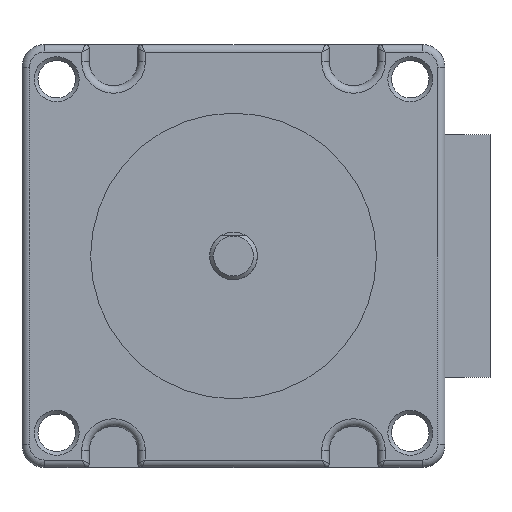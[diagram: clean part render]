
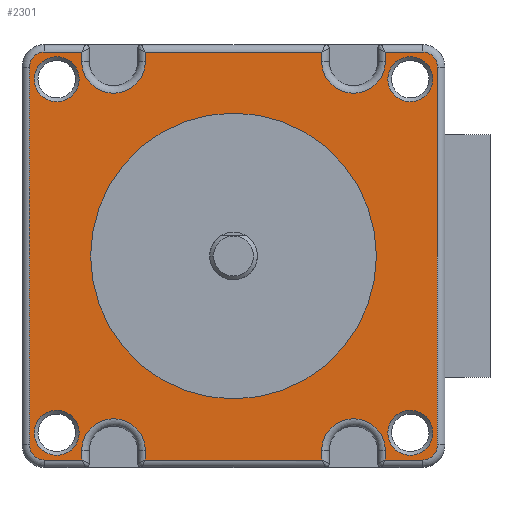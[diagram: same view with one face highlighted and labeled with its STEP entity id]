
A CAD part, front view. The second image highlights one B-rep face of the part: STEP entity #2301.
In plain terms, the highlighted planar face has unit normal (0, -1, 0).
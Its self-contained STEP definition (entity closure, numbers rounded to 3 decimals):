
#46=FACE_BOUND('',#463,.T.);
#47=FACE_BOUND('',#464,.T.);
#48=FACE_BOUND('',#465,.T.);
#49=FACE_BOUND('',#466,.T.);
#50=FACE_BOUND('',#467,.T.);
#176=PLANE('',#2590);
#315=FACE_OUTER_BOUND('',#462,.T.);
#462=EDGE_LOOP('',(#2124,#2125,#2126,#2127,#2128,#2129,#2130,#2131,#2132,
#2133,#2134,#2135,#2136,#2137,#2138,#2139,#2140,#2141,#2142,#2143,#2144,
#2145,#2146,#2147));
#463=EDGE_LOOP('',(#2148));
#464=EDGE_LOOP('',(#2149));
#465=EDGE_LOOP('',(#2150));
#466=EDGE_LOOP('',(#2151));
#467=EDGE_LOOP('',(#2152));
#562=CIRCLE('',#2481,19.05);
#577=CIRCLE('',#2517,4.25);
#580=CIRCLE('',#2528,4.25);
#583=CIRCLE('',#2536,2.);
#586=CIRCLE('',#2541,2.);
#589=CIRCLE('',#2549,4.25);
#592=CIRCLE('',#2560,4.25);
#595=CIRCLE('',#2566,2.);
#598=CIRCLE('',#2573,2.);
#600=CIRCLE('',#2579,3.);
#602=CIRCLE('',#2583,3.);
#604=CIRCLE('',#2587,3.);
#606=CIRCLE('',#2591,3.);
#761=LINE('',#3924,#939);
#762=LINE('',#3932,#940);
#763=LINE('',#3937,#941);
#764=LINE('',#3942,#942);
#765=LINE('',#3950,#943);
#766=LINE('',#3955,#944);
#767=LINE('',#3963,#945);
#768=LINE('',#3971,#946);
#769=LINE('',#3976,#947);
#770=LINE('',#3984,#948);
#771=LINE('',#3989,#949);
#772=LINE('',#3994,#950);
#773=LINE('',#4002,#951);
#774=LINE('',#4011,#952);
#775=LINE('',#4015,#953);
#776=LINE('',#4022,#954);
#939=VECTOR('',#3145,10.);
#940=VECTOR('',#3156,10.);
#941=VECTOR('',#3163,10.);
#942=VECTOR('',#3170,10.);
#943=VECTOR('',#3181,10.);
#944=VECTOR('',#3188,10.);
#945=VECTOR('',#3199,10.);
#946=VECTOR('',#3210,10.);
#947=VECTOR('',#3217,10.);
#948=VECTOR('',#3228,10.);
#949=VECTOR('',#3235,10.);
#950=VECTOR('',#3242,10.);
#951=VECTOR('',#3253,10.);
#952=VECTOR('',#3266,10.);
#953=VECTOR('',#3271,10.);
#954=VECTOR('',#3282,10.);
#1116=VERTEX_POINT('',#3857);
#1129=VERTEX_POINT('',#3920);
#1130=VERTEX_POINT('',#3922);
#1131=VERTEX_POINT('',#3926);
#1132=VERTEX_POINT('',#3930);
#1133=VERTEX_POINT('',#3935);
#1134=VERTEX_POINT('',#3940);
#1135=VERTEX_POINT('',#3944);
#1136=VERTEX_POINT('',#3948);
#1137=VERTEX_POINT('',#3953);
#1138=VERTEX_POINT('',#3957);
#1139=VERTEX_POINT('',#3961);
#1140=VERTEX_POINT('',#3965);
#1141=VERTEX_POINT('',#3969);
#1142=VERTEX_POINT('',#3974);
#1143=VERTEX_POINT('',#3978);
#1144=VERTEX_POINT('',#3982);
#1145=VERTEX_POINT('',#3987);
#1146=VERTEX_POINT('',#3992);
#1147=VERTEX_POINT('',#3996);
#1148=VERTEX_POINT('',#4000);
#1149=VERTEX_POINT('',#4004);
#1150=VERTEX_POINT('',#4006);
#1151=VERTEX_POINT('',#4013);
#1152=VERTEX_POINT('',#4017);
#1154=VERTEX_POINT('',#4268);
#1156=VERTEX_POINT('',#4276);
#1158=VERTEX_POINT('',#4284);
#1160=VERTEX_POINT('',#4292);
#1391=EDGE_CURVE('',#1116,#1116,#562,.T.);
#1423=EDGE_CURVE('',#1130,#1129,#761,.T.);
#1425=EDGE_CURVE('',#1131,#1130,#577,.T.);
#1427=EDGE_CURVE('',#1132,#1131,#762,.T.);
#1430=EDGE_CURVE('',#1133,#1132,#763,.T.);
#1433=EDGE_CURVE('',#1134,#1133,#764,.T.);
#1435=EDGE_CURVE('',#1135,#1134,#580,.T.);
#1437=EDGE_CURVE('',#1136,#1135,#765,.T.);
#1440=EDGE_CURVE('',#1137,#1136,#766,.T.);
#1442=EDGE_CURVE('',#1138,#1137,#583,.T.);
#1444=EDGE_CURVE('',#1139,#1138,#767,.T.);
#1446=EDGE_CURVE('',#1140,#1139,#586,.T.);
#1448=EDGE_CURVE('',#1141,#1140,#768,.T.);
#1451=EDGE_CURVE('',#1142,#1141,#769,.T.);
#1453=EDGE_CURVE('',#1143,#1142,#589,.T.);
#1455=EDGE_CURVE('',#1144,#1143,#770,.T.);
#1458=EDGE_CURVE('',#1145,#1144,#771,.T.);
#1461=EDGE_CURVE('',#1146,#1145,#772,.T.);
#1463=EDGE_CURVE('',#1147,#1146,#592,.T.);
#1465=EDGE_CURVE('',#1148,#1147,#773,.T.);
#1468=EDGE_CURVE('',#1150,#1149,#595,.T.);
#1470=EDGE_CURVE('',#1149,#1148,#774,.T.);
#1472=EDGE_CURVE('',#1151,#1150,#775,.T.);
#1474=EDGE_CURVE('',#1152,#1151,#598,.T.);
#1476=EDGE_CURVE('',#1129,#1152,#776,.T.);
#1480=EDGE_CURVE('',#1154,#1154,#600,.T.);
#1484=EDGE_CURVE('',#1156,#1156,#602,.T.);
#1488=EDGE_CURVE('',#1158,#1158,#604,.T.);
#1491=EDGE_CURVE('',#1160,#1160,#606,.T.);
#2124=ORIENTED_EDGE('',*,*,#1470,.F.);
#2125=ORIENTED_EDGE('',*,*,#1468,.F.);
#2126=ORIENTED_EDGE('',*,*,#1472,.F.);
#2127=ORIENTED_EDGE('',*,*,#1474,.F.);
#2128=ORIENTED_EDGE('',*,*,#1476,.F.);
#2129=ORIENTED_EDGE('',*,*,#1423,.F.);
#2130=ORIENTED_EDGE('',*,*,#1425,.F.);
#2131=ORIENTED_EDGE('',*,*,#1427,.F.);
#2132=ORIENTED_EDGE('',*,*,#1430,.F.);
#2133=ORIENTED_EDGE('',*,*,#1433,.F.);
#2134=ORIENTED_EDGE('',*,*,#1435,.F.);
#2135=ORIENTED_EDGE('',*,*,#1437,.F.);
#2136=ORIENTED_EDGE('',*,*,#1440,.F.);
#2137=ORIENTED_EDGE('',*,*,#1442,.F.);
#2138=ORIENTED_EDGE('',*,*,#1444,.F.);
#2139=ORIENTED_EDGE('',*,*,#1446,.F.);
#2140=ORIENTED_EDGE('',*,*,#1448,.F.);
#2141=ORIENTED_EDGE('',*,*,#1451,.F.);
#2142=ORIENTED_EDGE('',*,*,#1453,.F.);
#2143=ORIENTED_EDGE('',*,*,#1455,.F.);
#2144=ORIENTED_EDGE('',*,*,#1458,.F.);
#2145=ORIENTED_EDGE('',*,*,#1461,.F.);
#2146=ORIENTED_EDGE('',*,*,#1463,.F.);
#2147=ORIENTED_EDGE('',*,*,#1465,.F.);
#2148=ORIENTED_EDGE('',*,*,#1488,.F.);
#2149=ORIENTED_EDGE('',*,*,#1480,.F.);
#2150=ORIENTED_EDGE('',*,*,#1391,.T.);
#2151=ORIENTED_EDGE('',*,*,#1484,.F.);
#2152=ORIENTED_EDGE('',*,*,#1491,.F.);
#2301=ADVANCED_FACE('',(#315,#46,#47,#48,#49,#50),#176,.F.);
#2481=AXIS2_PLACEMENT_3D('',#3859,#3060,#3061);
#2517=AXIS2_PLACEMENT_3D('',#3928,#3150,#3151);
#2528=AXIS2_PLACEMENT_3D('',#3946,#3175,#3176);
#2536=AXIS2_PLACEMENT_3D('',#3959,#3193,#3194);
#2541=AXIS2_PLACEMENT_3D('',#3967,#3204,#3205);
#2549=AXIS2_PLACEMENT_3D('',#3980,#3222,#3223);
#2560=AXIS2_PLACEMENT_3D('',#3998,#3247,#3248);
#2566=AXIS2_PLACEMENT_3D('',#4008,#3260,#3261);
#2573=AXIS2_PLACEMENT_3D('',#4019,#3276,#3277);
#2579=AXIS2_PLACEMENT_3D('',#4270,#3291,#3292);
#2583=AXIS2_PLACEMENT_3D('',#4278,#3301,#3302);
#2587=AXIS2_PLACEMENT_3D('',#4286,#3311,#3312);
#2590=AXIS2_PLACEMENT_3D('',#4291,#3318,#3319);
#2591=AXIS2_PLACEMENT_3D('',#4293,#3320,#3321);
#3060=DIRECTION('center_axis',(0.,1.,0.));
#3061=DIRECTION('ref_axis',(1.,0.,0.));
#3145=DIRECTION('',(0.,0.,1.));
#3150=DIRECTION('center_axis',(0.,-1.,0.));
#3151=DIRECTION('ref_axis',(0.,0.,-1.));
#3156=DIRECTION('',(0.,0.,-1.));
#3163=DIRECTION('',(1.,0.,0.));
#3170=DIRECTION('',(0.,0.,1.));
#3175=DIRECTION('center_axis',(0.,-1.,0.));
#3176=DIRECTION('ref_axis',(0.,0.,-1.));
#3181=DIRECTION('',(0.,0.,-1.));
#3188=DIRECTION('',(1.,0.,0.));
#3193=DIRECTION('center_axis',(0.,1.,0.));
#3194=DIRECTION('ref_axis',(-0.707,0.,0.707));
#3199=DIRECTION('',(0.,0.,1.));
#3204=DIRECTION('center_axis',(0.,1.,0.));
#3205=DIRECTION('ref_axis',(-0.707,0.,-0.707));
#3210=DIRECTION('',(-1.,0.,0.));
#3217=DIRECTION('',(0.,0.,-1.));
#3222=DIRECTION('center_axis',(0.,-1.,0.));
#3223=DIRECTION('ref_axis',(0.,0.,1.));
#3228=DIRECTION('',(0.,0.,1.));
#3235=DIRECTION('',(-1.,0.,0.));
#3242=DIRECTION('',(0.,0.,-1.));
#3247=DIRECTION('center_axis',(0.,-1.,0.));
#3248=DIRECTION('ref_axis',(0.,0.,1.));
#3253=DIRECTION('',(0.,0.,1.));
#3260=DIRECTION('center_axis',(0.,1.,0.));
#3261=DIRECTION('ref_axis',(0.707,0.,-0.707));
#3266=DIRECTION('',(-1.,0.,0.));
#3271=DIRECTION('',(0.,0.,-1.));
#3276=DIRECTION('center_axis',(0.,1.,0.));
#3277=DIRECTION('ref_axis',(0.707,0.,0.707));
#3282=DIRECTION('',(1.,0.,0.));
#3291=DIRECTION('center_axis',(0.,-1.,0.));
#3292=DIRECTION('ref_axis',(1.,0.,0.));
#3301=DIRECTION('center_axis',(0.,-1.,0.));
#3302=DIRECTION('ref_axis',(1.,0.,0.));
#3311=DIRECTION('center_axis',(0.,-1.,0.));
#3312=DIRECTION('ref_axis',(1.,0.,0.));
#3318=DIRECTION('center_axis',(0.,1.,0.));
#3319=DIRECTION('ref_axis',(1.,0.,0.));
#3320=DIRECTION('center_axis',(0.,-1.,0.));
#3321=DIRECTION('ref_axis',(1.,0.,0.));
#3857=CARTESIAN_POINT('',(-19.05,0.,0.));
#3859=CARTESIAN_POINT('Origin',(0.,0.,0.));
#3920=CARTESIAN_POINT('',(20.25,0.,27.2));
#3922=CARTESIAN_POINT('',(20.25,0.,25.95));
#3924=CARTESIAN_POINT('',(20.25,0.,12.975));
#3926=CARTESIAN_POINT('',(11.75,0.,25.95));
#3928=CARTESIAN_POINT('Origin',(16.,0.,25.95));
#3930=CARTESIAN_POINT('',(11.75,0.,27.2));
#3932=CARTESIAN_POINT('',(11.75,0.,14.1));
#3935=CARTESIAN_POINT('',(-11.75,0.,27.2));
#3937=CARTESIAN_POINT('',(-14.1,0.,27.2));
#3940=CARTESIAN_POINT('',(-11.75,0.,25.95));
#3942=CARTESIAN_POINT('',(-11.75,0.,12.975));
#3944=CARTESIAN_POINT('',(-20.25,0.,25.95));
#3946=CARTESIAN_POINT('Origin',(-16.,0.,25.95));
#3948=CARTESIAN_POINT('',(-20.25,0.,27.2));
#3950=CARTESIAN_POINT('',(-20.25,0.,14.1));
#3953=CARTESIAN_POINT('',(-25.2,0.,27.2));
#3955=CARTESIAN_POINT('',(-14.1,0.,27.2));
#3957=CARTESIAN_POINT('',(-27.2,0.,25.2));
#3959=CARTESIAN_POINT('Origin',(-25.2,0.,25.2));
#3961=CARTESIAN_POINT('',(-27.2,0.,-25.2));
#3963=CARTESIAN_POINT('',(-27.2,0.,-14.1));
#3965=CARTESIAN_POINT('',(-25.2,0.,-27.2));
#3967=CARTESIAN_POINT('Origin',(-25.2,0.,-25.2));
#3969=CARTESIAN_POINT('',(-20.25,0.,-27.2));
#3971=CARTESIAN_POINT('',(14.1,0.,-27.2));
#3974=CARTESIAN_POINT('',(-20.25,0.,-25.95));
#3976=CARTESIAN_POINT('',(-20.25,0.,-12.975));
#3978=CARTESIAN_POINT('',(-11.75,0.,-25.95));
#3980=CARTESIAN_POINT('Origin',(-16.,0.,-25.95));
#3982=CARTESIAN_POINT('',(-11.75,0.,-27.2));
#3984=CARTESIAN_POINT('',(-11.75,0.,-14.1));
#3987=CARTESIAN_POINT('',(11.75,0.,-27.2));
#3989=CARTESIAN_POINT('',(14.1,0.,-27.2));
#3992=CARTESIAN_POINT('',(11.75,0.,-25.95));
#3994=CARTESIAN_POINT('',(11.75,0.,-12.975));
#3996=CARTESIAN_POINT('',(20.25,0.,-25.95));
#3998=CARTESIAN_POINT('Origin',(16.,0.,-25.95));
#4000=CARTESIAN_POINT('',(20.25,0.,-27.2));
#4002=CARTESIAN_POINT('',(20.25,0.,-14.1));
#4004=CARTESIAN_POINT('',(25.2,0.,-27.2));
#4006=CARTESIAN_POINT('',(27.2,0.,-25.2));
#4008=CARTESIAN_POINT('Origin',(25.2,0.,-25.2));
#4011=CARTESIAN_POINT('',(14.1,0.,-27.2));
#4013=CARTESIAN_POINT('',(27.2,0.,25.2));
#4015=CARTESIAN_POINT('',(27.2,0.,14.1));
#4017=CARTESIAN_POINT('',(25.2,0.,27.2));
#4019=CARTESIAN_POINT('Origin',(25.2,0.,25.2));
#4022=CARTESIAN_POINT('',(-14.1,0.,27.2));
#4268=CARTESIAN_POINT('',(-26.57,0.,23.57));
#4270=CARTESIAN_POINT('Origin',(-23.57,0.,23.57));
#4276=CARTESIAN_POINT('',(20.57,0.,23.57));
#4278=CARTESIAN_POINT('Origin',(23.57,0.,23.57));
#4284=CARTESIAN_POINT('',(20.57,0.,-23.57));
#4286=CARTESIAN_POINT('Origin',(23.57,0.,-23.57));
#4291=CARTESIAN_POINT('Origin',(0.,0.,0.));
#4292=CARTESIAN_POINT('',(-26.57,0.,-23.57));
#4293=CARTESIAN_POINT('Origin',(-23.57,0.,-23.57));
